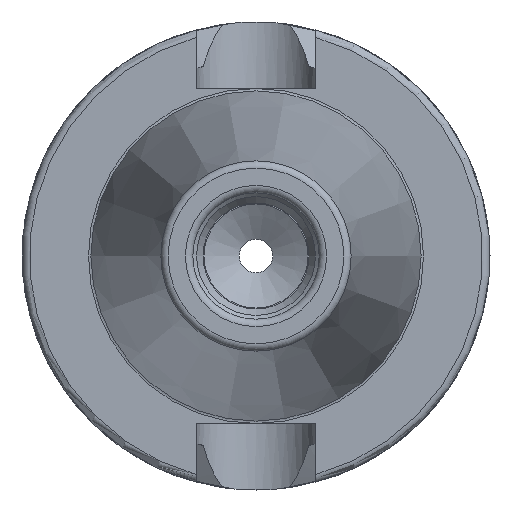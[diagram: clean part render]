
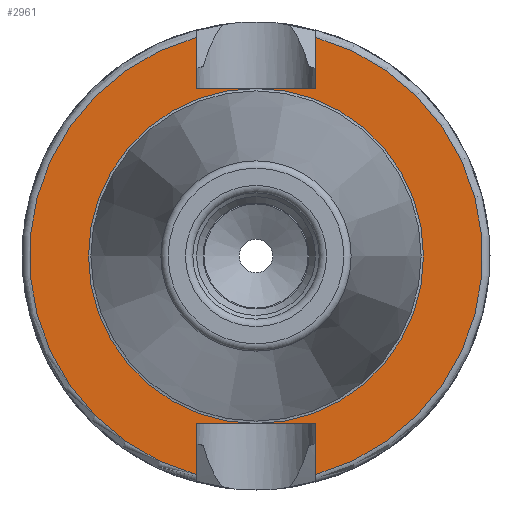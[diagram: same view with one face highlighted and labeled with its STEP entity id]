
A CAD part, left-side view. The second image highlights one B-rep face of the part: STEP entity #2961.
In plain terms, the highlighted planar face has unit normal (-1, 0, 0).
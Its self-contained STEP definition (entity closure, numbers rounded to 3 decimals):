
#1256=CARTESIAN_POINT('',(2.0,8.05,-22.6));
#1257=VERTEX_POINT('',#1256);
#1264=CARTESIAN_POINT('',(2.0,8.05,-29.418));
#1265=VERTEX_POINT('',#1264);
#1266=CARTESIAN_POINT('',(2.,8.05,-29.418));
#1267=DIRECTION('',(0.0,0.0,1.0));
#1268=VECTOR('',#1267,6.818);
#1269=LINE('',#1266,#1268);
#1270=EDGE_CURVE('',#1265,#1257,#1269,.T.);
#1347=CARTESIAN_POINT('',(2.0,-8.05,-29.418));
#1348=VERTEX_POINT('',#1347);
#1362=CARTESIAN_POINT('',(2.0,-8.05,-22.6));
#1363=VERTEX_POINT('',#1362);
#1364=CARTESIAN_POINT('',(2.,-8.05,-22.6));
#1365=DIRECTION('',(0.0,0.0,-1.0));
#1366=VECTOR('',#1365,6.818);
#1367=LINE('',#1364,#1366);
#1368=EDGE_CURVE('',#1363,#1348,#1367,.T.);
#1388=CARTESIAN_POINT('',(2.,8.05,-22.6));
#1389=DIRECTION('',(0.0,-1.0,0.0));
#1390=VECTOR('',#1389,16.1);
#1391=LINE('',#1388,#1390);
#1392=EDGE_CURVE('',#1257,#1363,#1391,.T.);
#1547=CARTESIAN_POINT('',(2.0,8.05,29.418));
#1548=VERTEX_POINT('',#1547);
#1549=CARTESIAN_POINT('',(2.,0.0,0.0));
#1550=DIRECTION('',(1.0,0.0,0.0));
#1551=DIRECTION('',(0.0,1.0,0.0));
#1552=AXIS2_PLACEMENT_3D('',#1549,#1550,#1551);
#1553=CIRCLE('',#1552,30.5);
#1554=EDGE_CURVE('',#1265,#1548,#1553,.T.);
#1636=CARTESIAN_POINT('',(2.0,8.05,22.6));
#1637=VERTEX_POINT('',#1636);
#1638=CARTESIAN_POINT('',(2.,8.05,22.6));
#1639=DIRECTION('',(0.0,0.0,1.0));
#1640=VECTOR('',#1639,6.818);
#1641=LINE('',#1638,#1640);
#1642=EDGE_CURVE('',#1637,#1548,#1641,.T.);
#1710=CARTESIAN_POINT('',(2.0,-8.05,29.418));
#1711=VERTEX_POINT('',#1710);
#1755=CARTESIAN_POINT('',(2.0,-8.05,22.6));
#1756=VERTEX_POINT('',#1755);
#1763=CARTESIAN_POINT('',(2.,-8.05,29.418));
#1764=DIRECTION('',(0.0,0.0,-1.0));
#1765=VECTOR('',#1764,6.818);
#1766=LINE('',#1763,#1765);
#1767=EDGE_CURVE('',#1711,#1756,#1766,.T.);
#1780=CARTESIAN_POINT('',(2.,-8.05,22.6));
#1781=DIRECTION('',(0.0,1.0,0.0));
#1782=VECTOR('',#1781,16.1);
#1783=LINE('',#1780,#1782);
#1784=EDGE_CURVE('',#1756,#1637,#1783,.T.);
#2922=CARTESIAN_POINT('',(2.,22.55,0.0));
#2923=VERTEX_POINT('',#2922);
#2924=CARTESIAN_POINT('',(2.,0.0,0.0));
#2925=DIRECTION('',(1.0,0.0,0.0));
#2926=DIRECTION('',(0.0,1.0,0.0));
#2927=AXIS2_PLACEMENT_3D('',#2924,#2925,#2926);
#2928=CIRCLE('',#2927,22.55);
#2929=EDGE_CURVE('',#2923,#2923,#2928,.T.);
#2937=CARTESIAN_POINT('',(2.,26.525,0.0));
#2938=DIRECTION('',(-1.0,0.0,0.0));
#2939=DIRECTION('',(0.0,0.0,1.0));
#2940=AXIS2_PLACEMENT_3D('',#2937,#2938,#2939);
#2941=PLANE('',#2940);
#2942=ORIENTED_EDGE('',*,*,#1368,.T.);
#2943=CARTESIAN_POINT('',(2.,0.0,0.0));
#2944=DIRECTION('',(1.0,0.0,0.0));
#2945=DIRECTION('',(0.0,1.0,0.0));
#2946=AXIS2_PLACEMENT_3D('',#2943,#2944,#2945);
#2947=CIRCLE('',#2946,30.5);
#2948=EDGE_CURVE('',#1711,#1348,#2947,.T.);
#2949=ORIENTED_EDGE('',*,*,#2948,.F.);
#2950=ORIENTED_EDGE('',*,*,#1767,.T.);
#2951=ORIENTED_EDGE('',*,*,#1784,.T.);
#2952=ORIENTED_EDGE('',*,*,#1642,.T.);
#2953=ORIENTED_EDGE('',*,*,#1554,.F.);
#2954=ORIENTED_EDGE('',*,*,#1270,.T.);
#2955=ORIENTED_EDGE('',*,*,#1392,.T.);
#2956=EDGE_LOOP('',(#2942,#2949,#2950,#2951,#2952,#2953,#2954,#2955));
#2957=FACE_OUTER_BOUND('',#2956,.T.);
#2958=ORIENTED_EDGE('',*,*,#2929,.T.);
#2959=EDGE_LOOP('',(#2958));
#2960=FACE_BOUND('',#2959,.T.);
#2961=ADVANCED_FACE('',(#2957,#2960),#2941,.T.);
